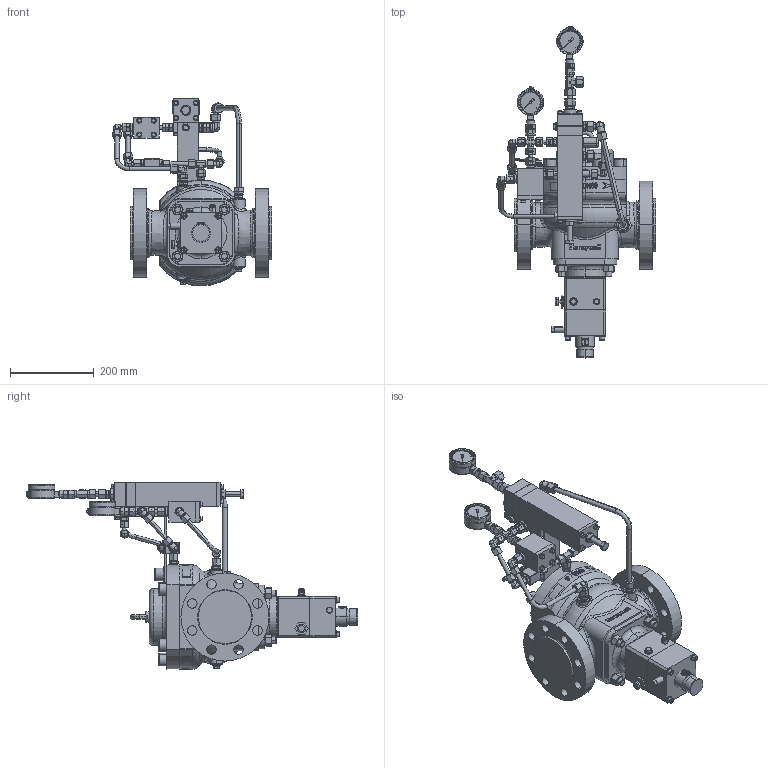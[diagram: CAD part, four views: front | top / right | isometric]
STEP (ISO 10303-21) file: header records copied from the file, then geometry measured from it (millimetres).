
FILE_DESCRIPTION (( 'STEP AP214' ), '1' );
FILE_NAME ('HON5020SSV_DN80_class600_HON630(MB).STEP', '2019-09-30T08:16:27', ( '' ), ( '' ), 'SwSTEP 2.0', 'SolidWorks 2017', '' );
FILE_SCHEMA (( 'AUTOMOTIVE_DESIGN' ));
Length unit declared in the file: millimetre
Products named in the file (1): HON5020SSV_DN80_class600_HON630(MB)
Bounding box: 379.93 x 791.17 x 447.51 mm (x, y, z)
Volume: 15551630.6 mm3; surface area: 921543.7 mm2
Topology: 85 solids, 85 shells, 4551 faces, 10819 edges, 6671 vertices
Faces by surface type: plane 1646, cone 1126, cylinder 994, bspline 530, torus 219, sphere 36
Entity records: 202040 total; most frequent: CARTESIAN_POINT 96849, ORIENTED_EDGE 21538, DIRECTION 19964, EDGE_CURVE 10769, AXIS2_PLACEMENT_3D 7826, VERTEX_POINT 6669, EDGE_LOOP 4870, FACE_OUTER_BOUND 4551
